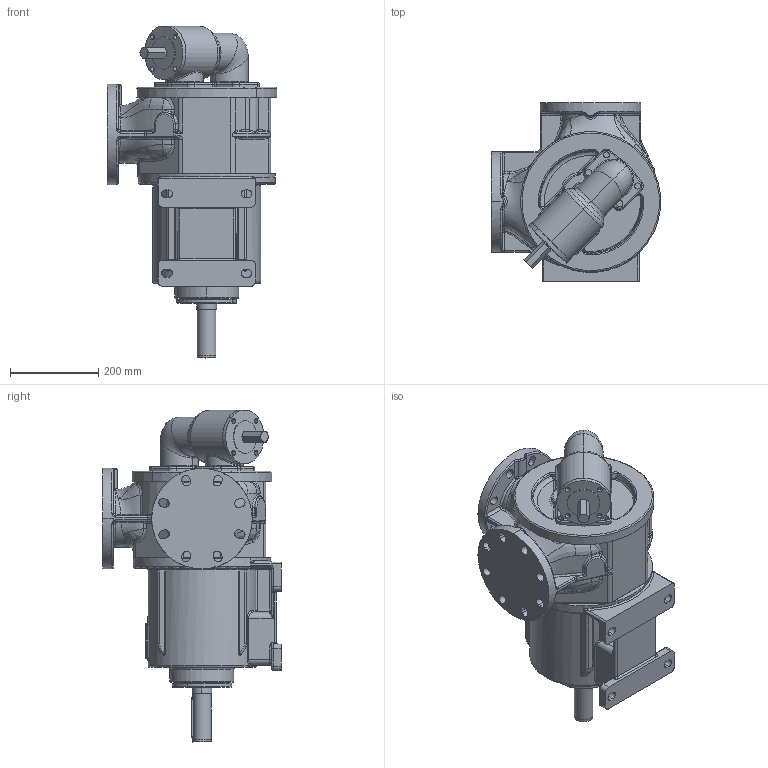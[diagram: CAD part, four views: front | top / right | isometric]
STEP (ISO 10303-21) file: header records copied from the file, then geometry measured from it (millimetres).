
FILE_DESCRIPTION((''),'2;1');
FILE_NAME('R105_B_Y','2019-03-08T17:05:33',('Nicola'),(''),'CREO PARAMETRIC BY PTC INC, 2017110','CREO PARAMETRIC BY PTC INC, 2017110','');
FILE_SCHEMA(('CONFIG_CONTROL_DESIGN'));
Products named in the file (1): R105_B_Y
Bounding box: 383.39 x 405 x 752.77 mm (x, y, z)
Volume: 35574370.5 mm3; surface area: 1064730.3 mm2
Topology: 2 solids, 2 shells, 963 faces, 2311 edges, 1370 vertices
Faces by surface type: cylinder 342, bspline 244, plane 191, torus 140, cone 30, sphere 16
Entity records: 96599 total; most frequent: CARTESIAN_POINT 75441, ORIENTED_EDGE 4618, DIRECTION 4238, EDGE_CURVE 2309, AXIS2_PLACEMENT_3D 1746, VERTEX_POINT 1370, EDGE_LOOP 1039, CIRCLE 1027
